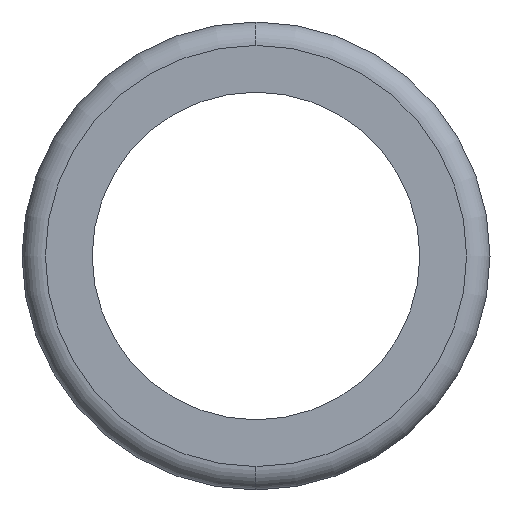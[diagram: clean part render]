
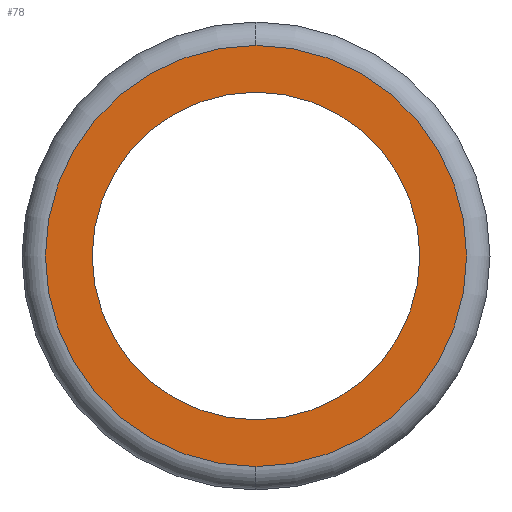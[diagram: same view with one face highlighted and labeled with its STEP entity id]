
A CAD part, left-side view. The second image highlights one B-rep face of the part: STEP entity #78.
In plain terms, the highlighted planar face has unit normal (-1, 0, 0).
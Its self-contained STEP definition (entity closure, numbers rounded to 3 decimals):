
#78=ADVANCED_FACE('',(#149,#150),#151,.T.);
#149=FACE_BOUND('',#223,.T.);
#150=FACE_OUTER_BOUND('',#224,.T.);
#151=PLANE('',#225);
#223=EDGE_LOOP('',(#475,#476));
#224=EDGE_LOOP('',(#477,#478,#479));
#225=AXIS2_PLACEMENT_3D('',#480,#481,#482);
#475=ORIENTED_EDGE('',*,*,#565,.T.);
#476=ORIENTED_EDGE('',*,*,#502,.T.);
#477=ORIENTED_EDGE('',*,*,#569,.T.);
#478=ORIENTED_EDGE('',*,*,#494,.T.);
#479=ORIENTED_EDGE('',*,*,#570,.T.);
#480=CARTESIAN_POINT('',(0.0,0.0,0.0));
#481=DIRECTION('',(-1.0,0.0,0.0));
#482=DIRECTION('',(0.0,0.0,1.0));
#494=EDGE_CURVE('',#572,#576,#578,.T.);
#502=EDGE_CURVE('',#588,#592,#594,.T.);
#565=EDGE_CURVE('',#592,#588,#695,.T.);
#569=EDGE_CURVE('',#700,#572,#701,.T.);
#570=EDGE_CURVE('',#576,#700,#702,.T.);
#572=VERTEX_POINT('',#704);
#576=VERTEX_POINT('',#708);
#578=CIRCLE('',#710,3.6);
#588=VERTEX_POINT('',#720);
#592=VERTEX_POINT('',#725);
#594=CIRCLE('',#728,2.8);
#695=CIRCLE('',#851,2.8);
#700=VERTEX_POINT('',#856);
#701=CIRCLE('',#857,3.6);
#702=CIRCLE('',#858,3.6);
#704=CARTESIAN_POINT('',(0.0,0.,-3.6));
#708=CARTESIAN_POINT('',(0.0,0.,3.6));
#710=AXIS2_PLACEMENT_3D('',#868,#869,#870);
#720=CARTESIAN_POINT('',(0.0,0.,-2.8));
#725=CARTESIAN_POINT('',(0.0,0.,2.8));
#728=AXIS2_PLACEMENT_3D('',#888,#889,#890);
#851=AXIS2_PLACEMENT_3D('',#1033,#1034,#1035);
#856=CARTESIAN_POINT('',(0.0,3.6,0.0));
#857=AXIS2_PLACEMENT_3D('',#1045,#1046,#1047);
#858=AXIS2_PLACEMENT_3D('',#1048,#1049,#1050);
#868=CARTESIAN_POINT('',(0.0,0.,0.0));
#869=DIRECTION('',(-1.0,0.0,0.0));
#870=DIRECTION('',(0.0,1.0,0.0));
#888=CARTESIAN_POINT('',(0.0,0.0,0.0));
#889=DIRECTION('',(1.0,0.0,0.0));
#890=DIRECTION('',(0.0,0.0,-1.0));
#1033=CARTESIAN_POINT('',(0.0,0.0,0.0));
#1034=DIRECTION('',(1.0,0.0,0.0));
#1035=DIRECTION('',(0.0,0.0,-1.0));
#1045=CARTESIAN_POINT('',(0.0,0.,0.0));
#1046=DIRECTION('',(-1.0,0.0,0.0));
#1047=DIRECTION('',(0.0,1.0,0.0));
#1048=CARTESIAN_POINT('',(0.0,0.,0.0));
#1049=DIRECTION('',(-1.0,0.0,0.0));
#1050=DIRECTION('',(0.0,1.0,0.0));
